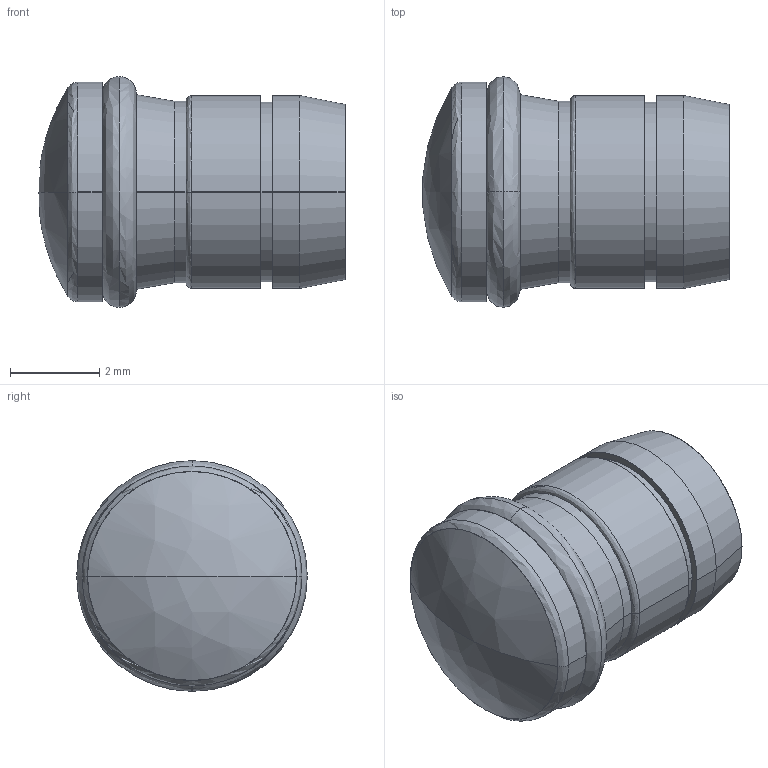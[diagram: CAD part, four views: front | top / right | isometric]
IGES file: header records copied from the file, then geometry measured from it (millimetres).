
Start section: SolidWorks IGES file using analytic representation for surfaces
Global section: file name: SMS_172 series.igs; native system: SolidWorks 2016; preprocessor: SolidWorks 2016; author: chwang; date: 180206.102302; units: millimetre
Bounding box: 6.84 x 5.16 x 5.16 mm (x, y, z)
Surface area: 227.2 mm2 (no closed solid volume)
Topology: 0 solids, 0 shells, 49 faces, 526 edges, 524 vertices
Faces by surface type: revolution 34, bspline 15
